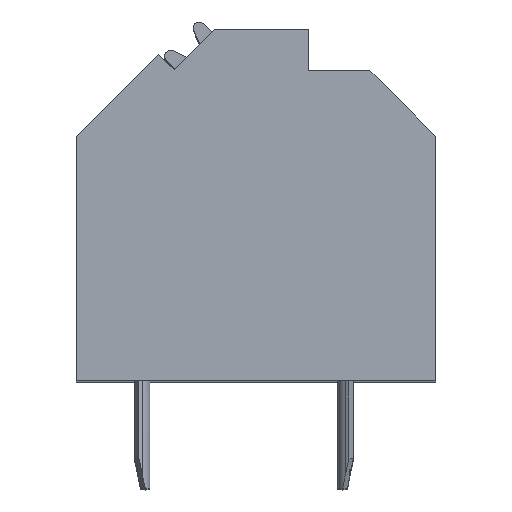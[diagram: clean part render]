
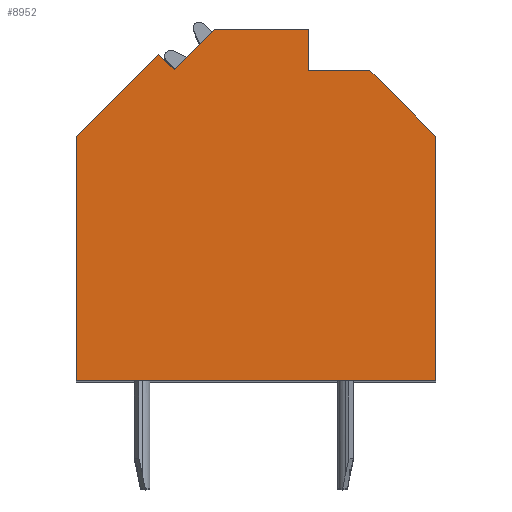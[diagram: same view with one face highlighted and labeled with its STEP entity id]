
A CAD part, top view. The second image highlights one B-rep face of the part: STEP entity #8952.
In plain terms, the highlighted planar face has unit normal (0, 0, 1).
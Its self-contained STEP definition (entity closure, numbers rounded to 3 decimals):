
#2761=DIRECTION('',(-0.707,-0.707,0.));
#2762=VECTOR('',#2761,1.897);
#2763=CARTESIAN_POINT('',(-1.39,5.718,26.265));
#2764=LINE('',#2763,#2762);
#2765=DIRECTION('',(-1.,0.,0.));
#2766=VECTOR('',#2765,3.14);
#2767=CARTESIAN_POINT('',(1.75,5.718,26.265));
#2768=LINE('',#2767,#2766);
#2769=DIRECTION('',(0.,1.,0.));
#2770=VECTOR('',#2769,1.368);
#2771=CARTESIAN_POINT('',(1.75,4.35,26.265));
#2772=LINE('',#2771,#2770);
#2773=DIRECTION('',(-1.,0.,0.));
#2774=VECTOR('',#2773,2.05);
#2775=CARTESIAN_POINT('',(3.8,4.35,26.265));
#2776=LINE('',#2775,#2774);
#2777=DIRECTION('',(-0.707,0.707,0.));
#2778=VECTOR('',#2777,3.111);
#2779=CARTESIAN_POINT('',(6.,2.15,26.265));
#2780=LINE('',#2779,#2778);
#2781=DIRECTION('',(0.,1.,0.));
#2782=VECTOR('',#2781,8.15);
#2783=CARTESIAN_POINT('',(6.,-6.,26.265));
#2784=LINE('',#2783,#2782);
#2785=DIRECTION('',(1.,0.,0.));
#2786=VECTOR('',#2785,12.);
#2787=CARTESIAN_POINT('',(-6.,-6.,26.265));
#2788=LINE('',#2787,#2786);
#2789=DIRECTION('',(0.,-1.,0.));
#2790=VECTOR('',#2789,8.14);
#2791=CARTESIAN_POINT('',(-6.,2.14,26.265));
#2792=LINE('',#2791,#2790);
#2793=DIRECTION('',(-0.707,-0.707,0.));
#2794=VECTOR('',#2793,3.892);
#2795=CARTESIAN_POINT('',(-3.248,4.892,26.265));
#2796=LINE('',#2795,#2794);
#2797=DIRECTION('',(-0.707,0.707,0.));
#2798=VECTOR('',#2797,0.73);
#2799=CARTESIAN_POINT('',(-2.732,4.376,26.265));
#2800=LINE('',#2799,#2798);
#4185=CARTESIAN_POINT('',(-1.39,5.718,26.265));
#4186=CARTESIAN_POINT('',(-2.732,4.376,26.265));
#4187=VERTEX_POINT('',#4185);
#4188=VERTEX_POINT('',#4186);
#4189=CARTESIAN_POINT('',(-3.248,4.892,26.265));
#4190=VERTEX_POINT('',#4189);
#4191=CARTESIAN_POINT('',(-6.,2.14,26.265));
#4192=VERTEX_POINT('',#4191);
#4193=CARTESIAN_POINT('',(-6.,-6.,26.265));
#4194=VERTEX_POINT('',#4193);
#4195=CARTESIAN_POINT('',(6.,-6.,26.265));
#4196=VERTEX_POINT('',#4195);
#4197=CARTESIAN_POINT('',(6.,2.15,26.265));
#4198=VERTEX_POINT('',#4197);
#4199=CARTESIAN_POINT('',(3.8,4.35,26.265));
#4200=VERTEX_POINT('',#4199);
#4201=CARTESIAN_POINT('',(1.75,4.35,26.265));
#4202=VERTEX_POINT('',#4201);
#4203=CARTESIAN_POINT('',(1.75,5.718,26.265));
#4204=VERTEX_POINT('',#4203);
#8935=CARTESIAN_POINT('',(0.,0.,26.265));
#8936=DIRECTION('',(0.,0.,1.));
#8937=DIRECTION('',(1.,0.,0.));
#8938=AXIS2_PLACEMENT_3D('',#8935,#8936,#8937);
#8939=PLANE('',#8938);
#8940=ORIENTED_EDGE('',*,*,#5747,.F.);
#8941=ORIENTED_EDGE('',*,*,#7154,.F.);
#8942=ORIENTED_EDGE('',*,*,#7168,.F.);
#8943=ORIENTED_EDGE('',*,*,#7182,.F.);
#8944=ORIENTED_EDGE('',*,*,#7196,.F.);
#8945=ORIENTED_EDGE('',*,*,#7210,.F.);
#8946=ORIENTED_EDGE('',*,*,#7224,.F.);
#8947=ORIENTED_EDGE('',*,*,#7493,.F.);
#8948=ORIENTED_EDGE('',*,*,#7797,.F.);
#8949=ORIENTED_EDGE('',*,*,#5584,.F.);
#8950=EDGE_LOOP('',(#8940,#8941,#8942,#8943,#8944,#8945,#8946,#8947,#8948,
#8949));
#8951=FACE_OUTER_BOUND('',#8950,.F.);
#5584=EDGE_CURVE('',#4188,#4190,#2800,.T.);
#5747=EDGE_CURVE('',#4187,#4188,#2764,.T.);
#7154=EDGE_CURVE('',#4204,#4187,#2768,.T.);
#7168=EDGE_CURVE('',#4202,#4204,#2772,.T.);
#7182=EDGE_CURVE('',#4200,#4202,#2776,.T.);
#7196=EDGE_CURVE('',#4198,#4200,#2780,.T.);
#7210=EDGE_CURVE('',#4196,#4198,#2784,.T.);
#7224=EDGE_CURVE('',#4194,#4196,#2788,.T.);
#7493=EDGE_CURVE('',#4192,#4194,#2792,.T.);
#7797=EDGE_CURVE('',#4190,#4192,#2796,.T.);
#8952=ADVANCED_FACE('',(#8951),#8939,.T.);
